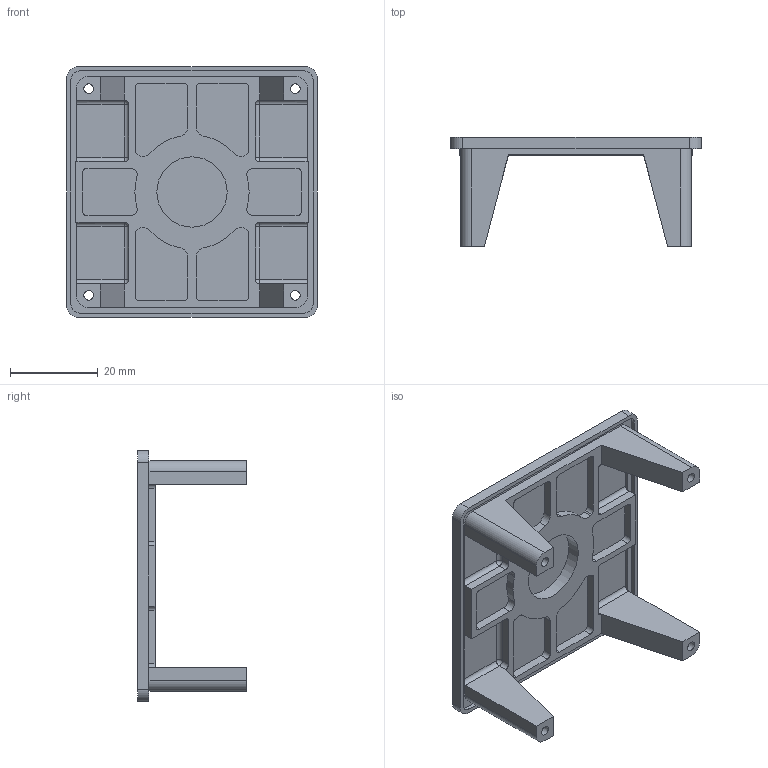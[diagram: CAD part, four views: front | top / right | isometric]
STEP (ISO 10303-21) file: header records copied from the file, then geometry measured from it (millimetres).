
FILE_DESCRIPTION(/* description */ (''),/* implementation_level */ '2;1');
FILE_NAME(/* name */ 'Servo-Back v27.step',/* time_stamp */ '2022-09-29T22:45:59+02:00',/* author */ (''),/* organization */ (''),/* preprocessor_version */ 'ST-DEVELOPER v19',/* originating_system */ 'Autodesk Translation Framework v11.7.0.108',/* authorisation */ '');
FILE_SCHEMA (('AUTOMOTIVE_DESIGN { 1 0 10303 214 3 1 1 }'));
Length unit declared in the file: millimetre
Products named in the file (1): Servo-Back
Bounding box: 57 x 24.8 x 57 mm (x, y, z)
Volume: 9758.6 mm3; surface area: 12177.4 mm2
Topology: 1 solids, 1 shells, 193 faces, 469 edges, 302 vertices
Faces by surface type: plane 96, cylinder 89, sphere 8
Full cylindrical faces by diameter (mm): 1.623 x8, 2 x1, 2.2 x4, 4.2 x4, 8 x1, 16 x1
Entity records: 5722 total; most frequent: DIRECTION 1043, CARTESIAN_POINT 965, ORIENTED_EDGE 938, EDGE_CURVE 469, AXIS2_PLACEMENT_3D 380, VERTEX_POINT 302, LINE 283, VECTOR 283
